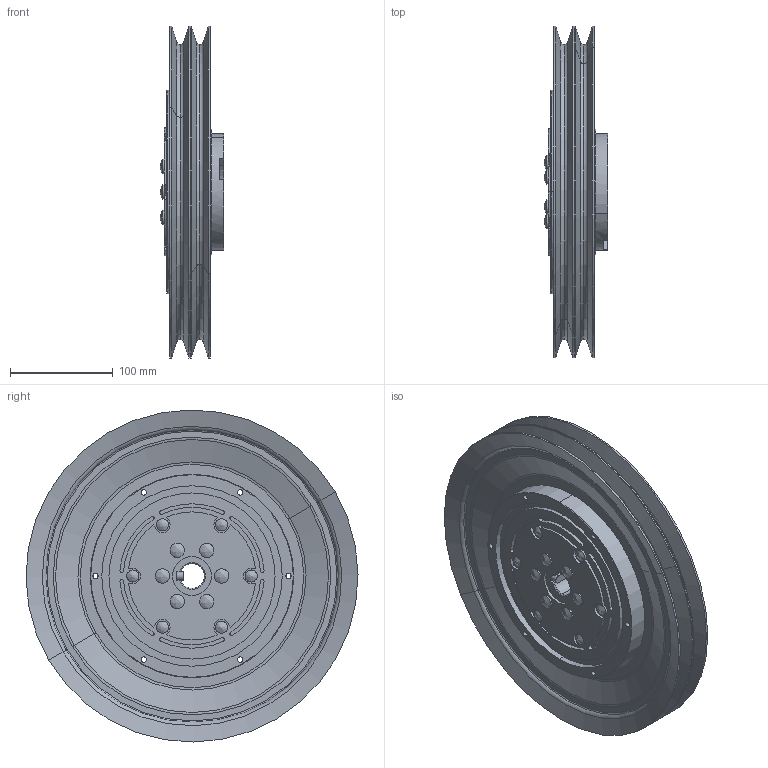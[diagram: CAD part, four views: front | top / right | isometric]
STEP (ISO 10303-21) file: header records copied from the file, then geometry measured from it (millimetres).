
FILE_DESCRIPTION (( 'STEP AP214' ), '1' );
FILE_NAME ('34630.STEP', '2020-07-14T17:10:05', ( 'IT' ), ( 'Microsoft' ), 'SwSTEP 2.0', 'SolidWorks 2020', '' );
FILE_SCHEMA (( 'AUTOMOTIVE_DESIGN' ));
Length unit declared in the file: inch
Products named in the file (1): 34630
Bounding box: 62.16 x 323.84 x 323.84 mm (x, y, z)
Surface area: 381467.5 mm2 (no closed solid volume)
Topology: 0 solids, 13 shells, 321 faces, 882 edges, 596 vertices
Faces by surface type: cylinder 179, plane 70, cone 34, torus 26, bspline 12
Entity records: 16058 total; most frequent: CARTESIAN_POINT 3448, DIRECTION 1961, ORIENTED_EDGE 1505, EDGE_CURVE 882, AXIS2_PLACEMENT_3D 797, VERTEX_POINT 596, CIRCLE 487, EDGE_LOOP 381
